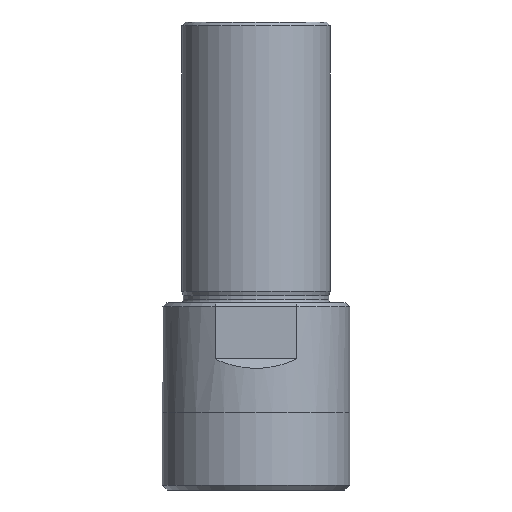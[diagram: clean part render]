
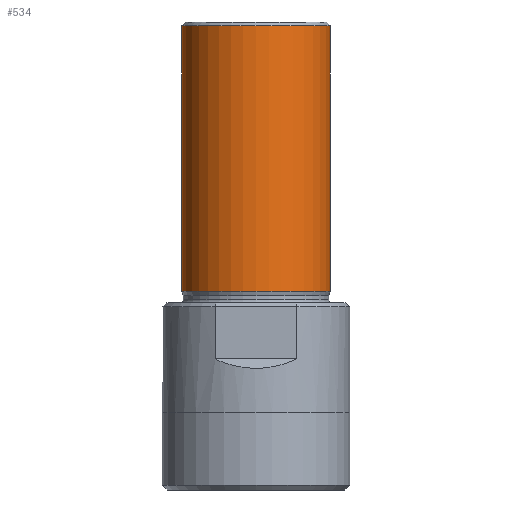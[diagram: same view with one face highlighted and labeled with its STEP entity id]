
A CAD part, front view. The second image highlights one B-rep face of the part: STEP entity #534.
In plain terms, the highlighted cylindrical face has radius 15.875 mm (diameter 31.75 mm), a full revolution.
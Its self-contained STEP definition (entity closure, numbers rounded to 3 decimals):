
#102=ORIENTED_EDGE('',*,*,#168,.T.);
#103=ORIENTED_EDGE('',*,*,#165,.T.);
#165=EDGE_CURVE('',#199,#199,#221,.T.);
#168=EDGE_CURVE('',#202,#202,#224,.T.);
#199=VERTEX_POINT('',#786);
#202=VERTEX_POINT('',#794);
#221=CIRCLE('',#578,15.875);
#224=CIRCLE('',#583,15.875);
#252=EDGE_LOOP('',(#102));
#253=EDGE_LOOP('',(#103));
#298=FACE_BOUND('',#252,.T.);
#299=FACE_BOUND('',#253,.T.);
#327=CYLINDRICAL_SURFACE('',#582,15.875);
#534=ADVANCED_FACE('',(#298,#299),#327,.T.);
#578=AXIS2_PLACEMENT_3D('',#785,#660,#661);
#582=AXIS2_PLACEMENT_3D('',#792,#668,#669);
#583=AXIS2_PLACEMENT_3D('',#793,#670,#671);
#660=DIRECTION('',(0.,0.,1.));
#661=DIRECTION('',(1.,0.,0.));
#668=DIRECTION('',(0.,0.,1.));
#669=DIRECTION('',(1.,0.,0.));
#670=DIRECTION('',(0.,0.,-1.));
#671=DIRECTION('',(-1.,0.,0.));
#785=CARTESIAN_POINT('',(0.,0.,-57.5));
#786=CARTESIAN_POINT('',(15.875,0.,-57.5));
#792=CARTESIAN_POINT('',(0.,0.,0.));
#793=CARTESIAN_POINT('',(0.,0.,-0.85));
#794=CARTESIAN_POINT('',(-15.875,0.,-0.85));
